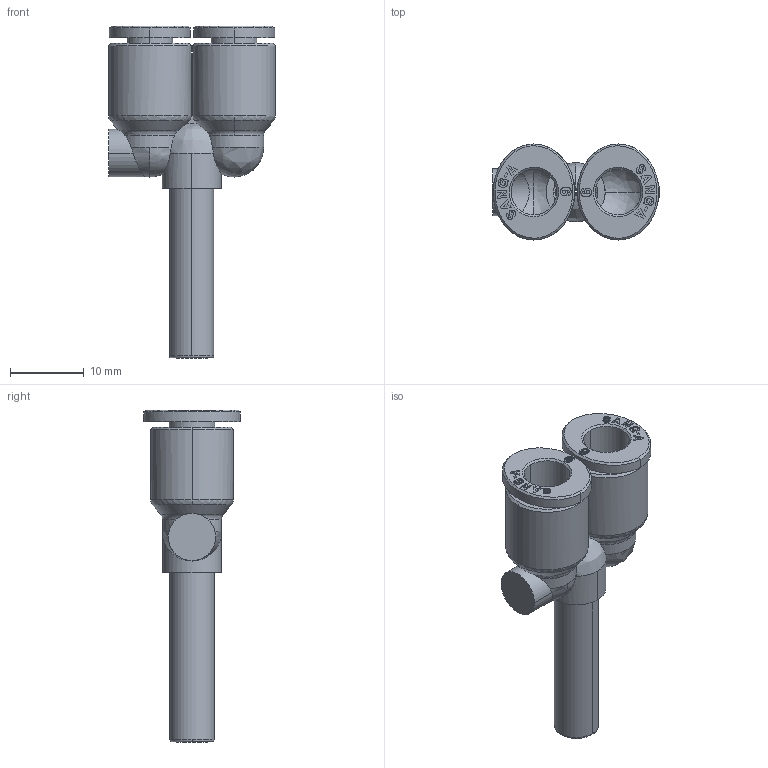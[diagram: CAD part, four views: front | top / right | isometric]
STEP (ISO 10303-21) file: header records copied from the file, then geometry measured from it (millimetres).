
FILE_DESCRIPTION (( 'STEP AP214' ), '1' );
FILE_NAME ('PY06.stp', '2015-11-02T15:44:03', ( '' ), ( '' ), 'SwSTEP 2.0', 'SolidWorks 2015', '' );
FILE_SCHEMA (( 'AUTOMOTIVE_DESIGN' ));
Length unit declared in the file: millimetre
Products named in the file (1): PY06
Bounding box: 22.6 x 13 x 44.95 mm (x, y, z)
Surface area: 3208.9 mm2 (no closed solid volume)
Topology: 0 solids, 3 shells, 416 faces, 1330 edges, 886 vertices
Faces by surface type: plane 285, bspline 78, cylinder 37, cone 10, torus 6
Entity records: 21599 total; most frequent: CARTESIAN_POINT 6085, ORIENTED_EDGE 2424, DIRECTION 1934, EDGE_CURVE 1326, VECTOR 1004, LINE 1004, VERTEX_POINT 886, AXIS2_PLACEMENT_3D 465
